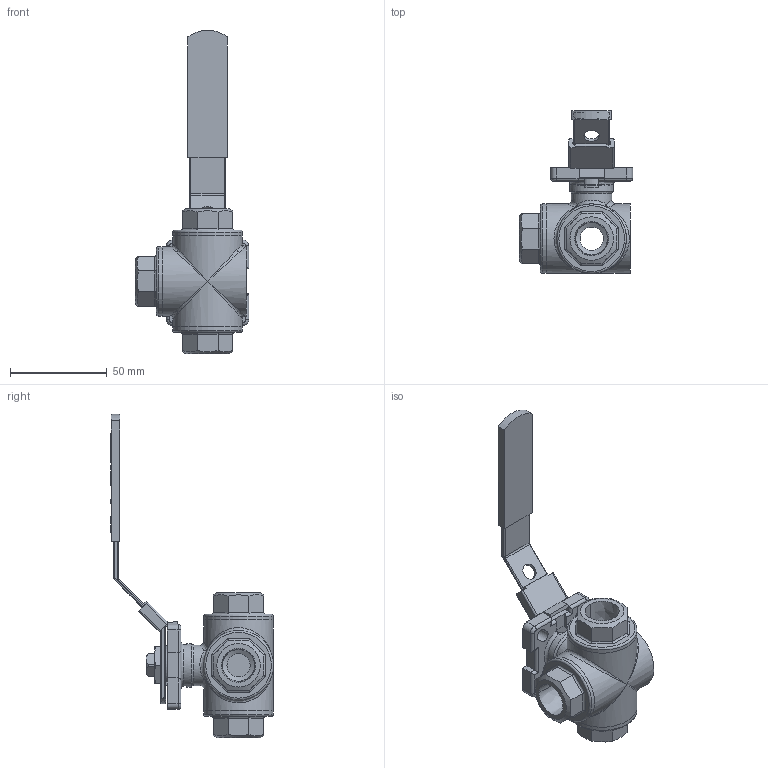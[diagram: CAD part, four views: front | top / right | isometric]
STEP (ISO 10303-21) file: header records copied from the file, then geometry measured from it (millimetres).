
FILE_DESCRIPTION(/* description */ ('Unknown'),/* implementation_level */ '2;1');
FILE_NAME(/* name */ '9339-04',/* time_stamp */ '2022-02-16T09:04:27+01:00',/* author */ ('Unknown'),/* organization */ ('Unknown'),/* preprocessor_version */ 'ST-DEVELOPER v16.7',/* originating_system */ 'Solid Edge',/* authorisation */ 'Unknown');
FILE_SCHEMA (('AUTOMOTIVE_DESIGN {1 0 10303 214 3 1 1}'));
Length unit declared in the file: millimetre
Products named in the file (10): 9339-04; Body Gsake; Lock Device; Body; Plasti Cover; Cap; Stem; NUT M12_GB_FASTENER_NUT_SSFNTT M14X1.0-N; Nut Stopper; Haddle
Assembly tree (14 placements, depth 2):
  9339-04
    Body Gsake  x3
    Lock Device
    Body
    Plasti Cover
    Cap  x3
    Stem
    NUT M12_GB_FASTENER_NUT_SSFNTT M14X1.0-N  x2
    Nut Stopper
    Haddle
Bounding box: 58.8 x 84.2 x 167.51 mm (x, y, z)
Volume: 83373.4 mm3; surface area: 56682.9 mm2
Topology: 14 solids, 14 shells, 865 faces, 2275 edges, 1486 vertices
Faces by surface type: plane 457, cylinder 193, bspline 142, cone 45, torus 22, sphere 6
Full cylindrical faces by diameter (mm): 8 x2, 9.6 x1, 12 x7, 12.6 x3, 12.7 x1, 15.8 x1, 16 x1, 17.2 x1, 18.5 x4, 21 x1, 21.6 x1, 22.5 x4, 25.8 x1, 26.5 x24, 28.5 x3, 29 x6, 32.5 x3, 32.6 x3, 36 x7
Entity records: 41571 total; most frequent: CARTESIAN_POINT 23754, ORIENTED_EDGE 3926, DIRECTION 3066, EDGE_CURVE 1963, VERTEX_POINT 1343, LINE 1184, VECTOR 1184, AXIS2_PLACEMENT_3D 941
